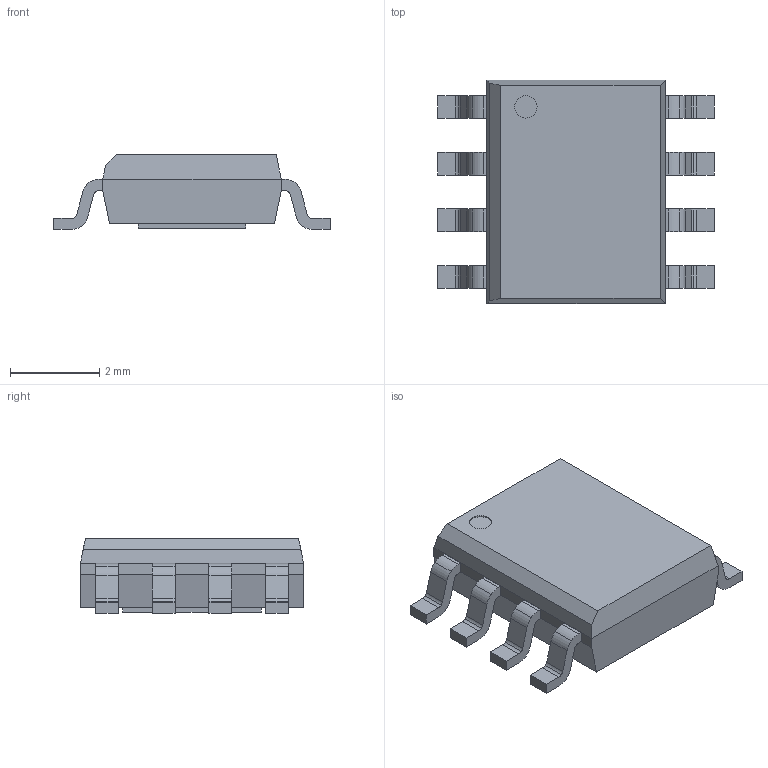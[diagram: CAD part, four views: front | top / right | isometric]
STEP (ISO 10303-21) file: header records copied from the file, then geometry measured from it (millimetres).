
FILE_DESCRIPTION((''),'2;1');
FILE_NAME('SOIC127P602X168-9N-R310X240.stp','2009-12-08T10:54:04',(''),(''),'Mechanical Desktop 2006','Mechanical Desktop 2006',', , ');
FILE_SCHEMA(('AUTOMOTIVE_DESIGN { 1 2 10303 214 0 1 1 1 }'));
Length unit declared in the file: millimetre
Products named in the file (1): Product
Bounding box: 6.2 x 5 x 1.68 mm (x, y, z)
Volume: 32.2 mm3; surface area: 102 mm2
Topology: 10 solids, 10 shells, 166 faces, 431 edges, 286 vertices
Faces by surface type: bspline 72, plane 60, cylinder 34
Entity records: 5554 total; most frequent: CARTESIAN_POINT 1548, ORIENTED_EDGE 862, DIRECTION 753, EDGE_CURVE 431, VECTOR 299, LINE 299, VERTEX_POINT 286, AXIS2_PLACEMENT_3D 227
